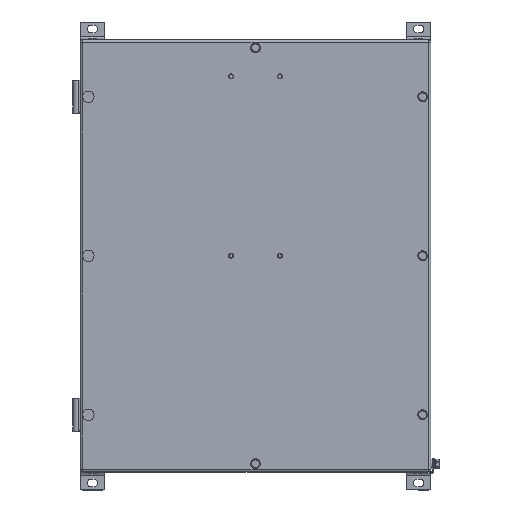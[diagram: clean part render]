
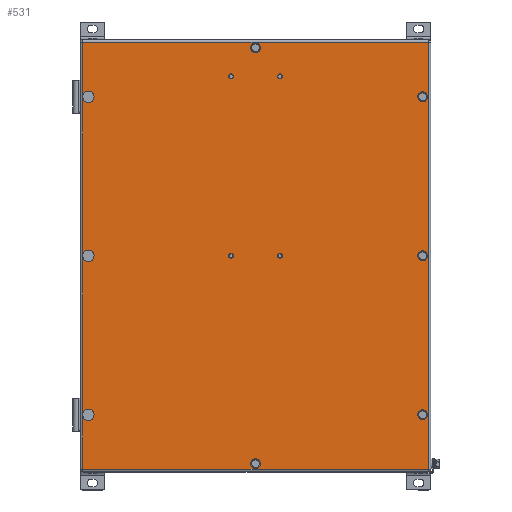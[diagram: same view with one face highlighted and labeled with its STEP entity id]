
A CAD part, top view. The second image highlights one B-rep face of the part: STEP entity #531.
In plain terms, the highlighted planar face has unit normal (0, 0, 1).
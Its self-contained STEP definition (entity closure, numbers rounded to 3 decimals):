
#335=CARTESIAN_POINT('',(-212.,-195.,150.5));
#336=VERTEX_POINT('',#335);
#337=CARTESIAN_POINT('',(-205.,-195.,150.5));
#338=DIRECTION('',(0.0,0.0,-1.0));
#339=DIRECTION('',(-1.0,0.0,0.0));
#340=AXIS2_PLACEMENT_3D('',#337,#338,#339);
#341=CIRCLE('',#340,7.);
#342=EDGE_CURVE('',#336,#336,#341,.T.);
#356=CARTESIAN_POINT('',(0.,0.,150.5));
#357=DIRECTION('',(0.0,0.0,1.0));
#358=DIRECTION('',(1.0,0.0,0.0));
#359=AXIS2_PLACEMENT_3D('',#356,#357,#358);
#360=PLANE('',#359);
#361=CARTESIAN_POINT('',(212.,-262.0,150.5));
#362=VERTEX_POINT('',#361);
#363=CARTESIAN_POINT('',(-212.,-262.0,150.5));
#364=VERTEX_POINT('',#363);
#365=CARTESIAN_POINT('',(212.,-262.0,150.5));
#366=DIRECTION('',(-1.0,0.0,0.0));
#367=VECTOR('',#366,424.);
#368=LINE('',#365,#367);
#369=EDGE_CURVE('',#362,#364,#368,.T.);
#370=ORIENTED_EDGE('',*,*,#369,.F.);
#371=CARTESIAN_POINT('',(212.,262.,150.5));
#372=VERTEX_POINT('',#371);
#373=CARTESIAN_POINT('',(212.0,262.0,150.5));
#374=DIRECTION('',(0.0,-1.0,0.0));
#375=VECTOR('',#374,524.0);
#376=LINE('',#373,#375);
#377=EDGE_CURVE('',#372,#362,#376,.T.);
#378=ORIENTED_EDGE('',*,*,#377,.F.);
#379=CARTESIAN_POINT('',(-212.0,262.,150.5));
#380=VERTEX_POINT('',#379);
#381=CARTESIAN_POINT('',(-212.0,262.,150.5));
#382=DIRECTION('',(1.0,0.0,0.0));
#383=VECTOR('',#382,424.0);
#384=LINE('',#381,#383);
#385=EDGE_CURVE('',#380,#372,#384,.T.);
#386=ORIENTED_EDGE('',*,*,#385,.F.);
#387=CARTESIAN_POINT('',(-212.,195.,150.5));
#388=VERTEX_POINT('',#387);
#389=CARTESIAN_POINT('',(-212.,195.,150.5));
#390=DIRECTION('',(0.0,1.0,0.0));
#391=VECTOR('',#390,67.);
#392=LINE('',#389,#391);
#393=EDGE_CURVE('',#388,#380,#392,.T.);
#394=ORIENTED_EDGE('',*,*,#393,.F.);
#395=CARTESIAN_POINT('',(-205.,195.,150.5));
#396=DIRECTION('',(0.0,0.0,-1.0));
#397=DIRECTION('',(-1.0,0.0,0.0));
#398=AXIS2_PLACEMENT_3D('',#395,#396,#397);
#399=CIRCLE('',#398,7.);
#400=EDGE_CURVE('',#388,#388,#399,.T.);
#401=ORIENTED_EDGE('',*,*,#400,.T.);
#402=CARTESIAN_POINT('',(-212.,0.,150.5));
#403=VERTEX_POINT('',#402);
#404=CARTESIAN_POINT('',(-212.0,0.0,150.5));
#405=DIRECTION('',(0.0,1.0,0.0));
#406=VECTOR('',#405,195.);
#407=LINE('',#404,#406);
#408=EDGE_CURVE('',#403,#388,#407,.T.);
#409=ORIENTED_EDGE('',*,*,#408,.F.);
#410=CARTESIAN_POINT('',(-205.,0.,150.5));
#411=DIRECTION('',(0.0,0.0,-1.0));
#412=DIRECTION('',(-1.0,0.0,0.0));
#413=AXIS2_PLACEMENT_3D('',#410,#411,#412);
#414=CIRCLE('',#413,7.);
#415=EDGE_CURVE('',#403,#403,#414,.T.);
#416=ORIENTED_EDGE('',*,*,#415,.T.);
#417=CARTESIAN_POINT('',(-212.,-195.,150.5));
#418=DIRECTION('',(0.0,1.0,0.0));
#419=VECTOR('',#418,195.);
#420=LINE('',#417,#419);
#421=EDGE_CURVE('',#336,#403,#420,.T.);
#422=ORIENTED_EDGE('',*,*,#421,.F.);
#423=ORIENTED_EDGE('',*,*,#342,.T.);
#424=CARTESIAN_POINT('',(-212.,-262.0,150.5));
#425=DIRECTION('',(0.0,1.0,0.0));
#426=VECTOR('',#425,67.);
#427=LINE('',#424,#426);
#428=EDGE_CURVE('',#364,#336,#427,.T.);
#429=ORIENTED_EDGE('',*,*,#428,.F.);
#430=EDGE_LOOP('',(#370,#378,#386,#394,#401,#409,#416,#422,#423,#429));
#431=FACE_OUTER_BOUND('',#430,.T.);
#432=CARTESIAN_POINT('',(33.05,0.,150.5));
#433=VERTEX_POINT('',#432);
#434=CARTESIAN_POINT('',(30.,0.,150.5));
#435=DIRECTION('',(0.0,0.0,-1.0));
#436=DIRECTION('',(-1.0,0.0,0.0));
#437=AXIS2_PLACEMENT_3D('',#434,#435,#436);
#438=CIRCLE('',#437,3.05);
#439=EDGE_CURVE('',#433,#433,#438,.T.);
#440=ORIENTED_EDGE('',*,*,#439,.T.);
#441=EDGE_LOOP('',(#440));
#442=FACE_BOUND('',#441,.T.);
#443=CARTESIAN_POINT('',(-26.95,0.,150.5));
#444=VERTEX_POINT('',#443);
#445=CARTESIAN_POINT('',(-30.,0.,150.5));
#446=DIRECTION('',(0.0,0.0,-1.0));
#447=DIRECTION('',(-1.0,0.0,0.0));
#448=AXIS2_PLACEMENT_3D('',#445,#446,#447);
#449=CIRCLE('',#448,3.05);
#450=EDGE_CURVE('',#444,#444,#449,.T.);
#451=ORIENTED_EDGE('',*,*,#450,.T.);
#452=EDGE_LOOP('',(#451));
#453=FACE_BOUND('',#452,.T.);
#454=CARTESIAN_POINT('',(-26.95,220.,150.5));
#455=VERTEX_POINT('',#454);
#456=CARTESIAN_POINT('',(-30.,220.,150.5));
#457=DIRECTION('',(0.0,0.0,-1.0));
#458=DIRECTION('',(-1.0,0.0,0.0));
#459=AXIS2_PLACEMENT_3D('',#456,#457,#458);
#460=CIRCLE('',#459,3.05);
#461=EDGE_CURVE('',#455,#455,#460,.T.);
#462=ORIENTED_EDGE('',*,*,#461,.T.);
#463=EDGE_LOOP('',(#462));
#464=FACE_BOUND('',#463,.T.);
#465=CARTESIAN_POINT('',(33.05,220.,150.5));
#466=VERTEX_POINT('',#465);
#467=CARTESIAN_POINT('',(30.,220.,150.5));
#468=DIRECTION('',(0.0,0.0,-1.0));
#469=DIRECTION('',(-1.0,0.0,0.0));
#470=AXIS2_PLACEMENT_3D('',#467,#468,#469);
#471=CIRCLE('',#470,3.05);
#472=EDGE_CURVE('',#466,#466,#471,.T.);
#473=ORIENTED_EDGE('',*,*,#472,.T.);
#474=EDGE_LOOP('',(#473));
#475=FACE_BOUND('',#474,.T.);
#476=CARTESIAN_POINT('',(211.,195.,150.5));
#477=VERTEX_POINT('',#476);
#478=CARTESIAN_POINT('',(205.,195.,150.5));
#479=DIRECTION('',(0.0,0.0,-1.0));
#480=DIRECTION('',(-1.0,0.0,0.0));
#481=AXIS2_PLACEMENT_3D('',#478,#479,#480);
#482=CIRCLE('',#481,6.);
#483=EDGE_CURVE('',#477,#477,#482,.T.);
#484=ORIENTED_EDGE('',*,*,#483,.T.);
#485=EDGE_LOOP('',(#484));
#486=FACE_BOUND('',#485,.T.);
#487=CARTESIAN_POINT('',(6.,255.,150.5));
#488=VERTEX_POINT('',#487);
#489=CARTESIAN_POINT('',(0.,255.,150.5));
#490=DIRECTION('',(0.0,0.0,-1.0));
#491=DIRECTION('',(-1.0,0.0,0.0));
#492=AXIS2_PLACEMENT_3D('',#489,#490,#491);
#493=CIRCLE('',#492,6.);
#494=EDGE_CURVE('',#488,#488,#493,.T.);
#495=ORIENTED_EDGE('',*,*,#494,.T.);
#496=EDGE_LOOP('',(#495));
#497=FACE_BOUND('',#496,.T.);
#498=CARTESIAN_POINT('',(6.,-255.,150.5));
#499=VERTEX_POINT('',#498);
#500=CARTESIAN_POINT('',(0.,-255.,150.5));
#501=DIRECTION('',(0.0,0.0,-1.0));
#502=DIRECTION('',(-1.0,0.0,0.0));
#503=AXIS2_PLACEMENT_3D('',#500,#501,#502);
#504=CIRCLE('',#503,6.);
#505=EDGE_CURVE('',#499,#499,#504,.T.);
#506=ORIENTED_EDGE('',*,*,#505,.T.);
#507=EDGE_LOOP('',(#506));
#508=FACE_BOUND('',#507,.T.);
#509=CARTESIAN_POINT('',(211.,0.,150.5));
#510=VERTEX_POINT('',#509);
#511=CARTESIAN_POINT('',(205.,0.,150.5));
#512=DIRECTION('',(0.0,0.0,-1.0));
#513=DIRECTION('',(-1.0,0.0,0.0));
#514=AXIS2_PLACEMENT_3D('',#511,#512,#513);
#515=CIRCLE('',#514,6.);
#516=EDGE_CURVE('',#510,#510,#515,.T.);
#517=ORIENTED_EDGE('',*,*,#516,.T.);
#518=EDGE_LOOP('',(#517));
#519=FACE_BOUND('',#518,.T.);
#520=CARTESIAN_POINT('',(211.,-195.,150.5));
#521=VERTEX_POINT('',#520);
#522=CARTESIAN_POINT('',(205.,-195.,150.5));
#523=DIRECTION('',(0.0,0.0,-1.0));
#524=DIRECTION('',(-1.0,0.0,0.0));
#525=AXIS2_PLACEMENT_3D('',#522,#523,#524);
#526=CIRCLE('',#525,6.);
#527=EDGE_CURVE('',#521,#521,#526,.T.);
#528=ORIENTED_EDGE('',*,*,#527,.T.);
#529=EDGE_LOOP('',(#528));
#530=FACE_BOUND('',#529,.T.);
#531=ADVANCED_FACE('',(#431,#442,#453,#464,#475,#486,#497,#508,#519,#530),#360,.T.);
